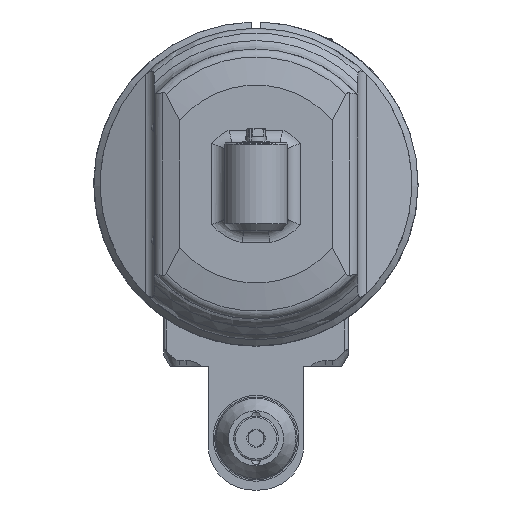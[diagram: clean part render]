
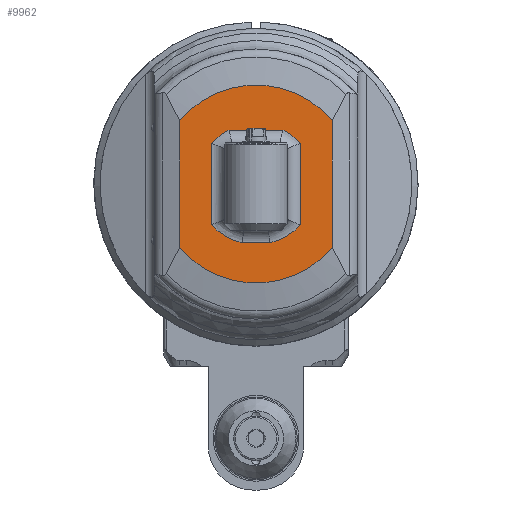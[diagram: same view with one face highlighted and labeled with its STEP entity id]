
A CAD part, front view. The second image highlights one B-rep face of the part: STEP entity #9962.
In plain terms, the highlighted face is planar.
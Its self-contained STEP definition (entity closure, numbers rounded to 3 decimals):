
#340=FACE_BOUND('',#1909,.T.);
#701=PLANE('',#10971);
#1284=FACE_OUTER_BOUND('',#1908,.T.);
#1908=EDGE_LOOP('',(#8592,#8593,#8594,#8595));
#1909=EDGE_LOOP('',(#8596,#8597,#8598,#8599,#8600,#8601,#8602,#8603));
#2401=CIRCLE('',#10970,19.);
#2402=CIRCLE('',#10972,31.157);
#2403=CIRCLE('',#10973,31.157);
#2404=CIRCLE('',#10974,19.);
#2405=CIRCLE('',#10975,19.);
#2406=CIRCLE('',#10976,19.);
#3216=LINE('',#58698,#3888);
#3217=LINE('',#58702,#3889);
#3218=LINE('',#58708,#3890);
#3219=LINE('',#58712,#3891);
#3220=LINE('',#58715,#3892);
#3221=LINE('',#58716,#3893);
#3888=VECTOR('',#13245,39.714);
#3889=VECTOR('',#13248,39.714);
#3890=VECTOR('',#13253,8.66);
#3891=VECTOR('',#13256,25.69);
#3892=VECTOR('',#13259,16.971);
#3893=VECTOR('',#13260,25.69);
#4772=VERTEX_POINT('',#58664);
#4773=VERTEX_POINT('',#58665);
#4774=VERTEX_POINT('',#58696);
#4775=VERTEX_POINT('',#58697);
#4776=VERTEX_POINT('',#58699);
#4777=VERTEX_POINT('',#58701);
#4778=VERTEX_POINT('',#58704);
#4779=VERTEX_POINT('',#58705);
#4780=VERTEX_POINT('',#58707);
#4781=VERTEX_POINT('',#58709);
#4782=VERTEX_POINT('',#58711);
#4783=VERTEX_POINT('',#58713);
#6090=EDGE_CURVE('',#4772,#4773,#2401,.T.);
#6093=EDGE_CURVE('',#4774,#4775,#3216,.T.);
#6094=EDGE_CURVE('',#4774,#4776,#2402,.T.);
#6095=EDGE_CURVE('',#4777,#4776,#3217,.T.);
#6096=EDGE_CURVE('',#4777,#4775,#2403,.T.);
#6097=EDGE_CURVE('',#4778,#4779,#2404,.T.);
#6098=EDGE_CURVE('',#4780,#4779,#3218,.T.);
#6099=EDGE_CURVE('',#4780,#4781,#2405,.T.);
#6100=EDGE_CURVE('',#4782,#4781,#3219,.T.);
#6101=EDGE_CURVE('',#4782,#4783,#2406,.T.);
#6102=EDGE_CURVE('',#4772,#4783,#3220,.T.);
#6103=EDGE_CURVE('',#4778,#4773,#3221,.T.);
#8592=ORIENTED_EDGE('',*,*,#6093,.F.);
#8593=ORIENTED_EDGE('',*,*,#6094,.T.);
#8594=ORIENTED_EDGE('',*,*,#6095,.F.);
#8595=ORIENTED_EDGE('',*,*,#6096,.T.);
#8596=ORIENTED_EDGE('',*,*,#6097,.T.);
#8597=ORIENTED_EDGE('',*,*,#6098,.F.);
#8598=ORIENTED_EDGE('',*,*,#6099,.T.);
#8599=ORIENTED_EDGE('',*,*,#6100,.F.);
#8600=ORIENTED_EDGE('',*,*,#6101,.T.);
#8601=ORIENTED_EDGE('',*,*,#6102,.F.);
#8602=ORIENTED_EDGE('',*,*,#6090,.T.);
#8603=ORIENTED_EDGE('',*,*,#6103,.F.);
#9962=ADVANCED_FACE('',(#1284,#340),#701,.F.);
#10970=AXIS2_PLACEMENT_3D('',#58666,#13241,#13242);
#10971=AXIS2_PLACEMENT_3D('',#58695,#13243,#13244);
#10972=AXIS2_PLACEMENT_3D('',#58700,#13246,#13247);
#10973=AXIS2_PLACEMENT_3D('',#58703,#13249,#13250);
#10974=AXIS2_PLACEMENT_3D('',#58706,#13251,#13252);
#10975=AXIS2_PLACEMENT_3D('',#58710,#13254,#13255);
#10976=AXIS2_PLACEMENT_3D('',#58714,#13257,#13258);
#13241=DIRECTION('center_axis',(-1.,0.,0.));
#13242=DIRECTION('ref_axis',(0.,-0.895,0.447));
#13243=DIRECTION('center_axis',(-1.,0.,0.));
#13244=DIRECTION('ref_axis',(0.,1.,0.));
#13245=DIRECTION('',(0.,-1.,0.));
#13246=DIRECTION('center_axis',(1.,0.,0.));
#13247=DIRECTION('ref_axis',(0.,0.637,-0.771));
#13248=DIRECTION('',(0.,1.,0.));
#13249=DIRECTION('center_axis',(1.,0.,0.));
#13250=DIRECTION('ref_axis',(0.,-0.637,0.771));
#13251=DIRECTION('center_axis',(-1.,0.,0.));
#13252=DIRECTION('ref_axis',(0.,0.676,0.737));
#13253=DIRECTION('',(0.,0.,1.));
#13254=DIRECTION('center_axis',(-1.,0.,0.));
#13255=DIRECTION('ref_axis',(0.,0.974,-0.228));
#13256=DIRECTION('',(0.,1.,0.));
#13257=DIRECTION('center_axis',(-1.,0.,0.));
#13258=DIRECTION('ref_axis',(0.,-0.676,-0.737));
#13259=DIRECTION('',(0.,0.,-1.));
#13260=DIRECTION('',(0.,-1.,0.));
#58664=CARTESIAN_POINT('',(81.,-17.,8.485));
#58665=CARTESIAN_POINT('',(81.,-12.845,14.));
#58666=CARTESIAN_POINT('Origin',(81.,0.,0.));
#58695=CARTESIAN_POINT('Origin',(81.,-51.,-44.616));
#58696=CARTESIAN_POINT('',(81.,19.857,-24.01));
#58697=CARTESIAN_POINT('',(81.,-19.857,-24.01));
#58698=CARTESIAN_POINT('',(81.,19.857,-24.01));
#58699=CARTESIAN_POINT('',(81.,19.857,24.01));
#58700=CARTESIAN_POINT('Origin',(81.,0.,0.));
#58701=CARTESIAN_POINT('',(81.,-19.857,24.01));
#58702=CARTESIAN_POINT('',(81.,-19.857,24.01));
#58703=CARTESIAN_POINT('Origin',(81.,0.,0.));
#58704=CARTESIAN_POINT('',(81.,12.845,14.));
#58705=CARTESIAN_POINT('',(81.,18.5,4.33));
#58706=CARTESIAN_POINT('Origin',(81.,0.,0.));
#58707=CARTESIAN_POINT('',(81.,18.5,-4.33));
#58708=CARTESIAN_POINT('',(81.,18.5,-4.33));
#58709=CARTESIAN_POINT('',(81.,12.845,-14.));
#58710=CARTESIAN_POINT('Origin',(81.,0.,0.));
#58711=CARTESIAN_POINT('',(81.,-12.845,-14.));
#58712=CARTESIAN_POINT('',(81.,-12.845,-14.));
#58713=CARTESIAN_POINT('',(81.,-17.,-8.485));
#58714=CARTESIAN_POINT('Origin',(81.,0.,0.));
#58715=CARTESIAN_POINT('',(81.,-17.,8.485));
#58716=CARTESIAN_POINT('',(81.,12.845,14.));
